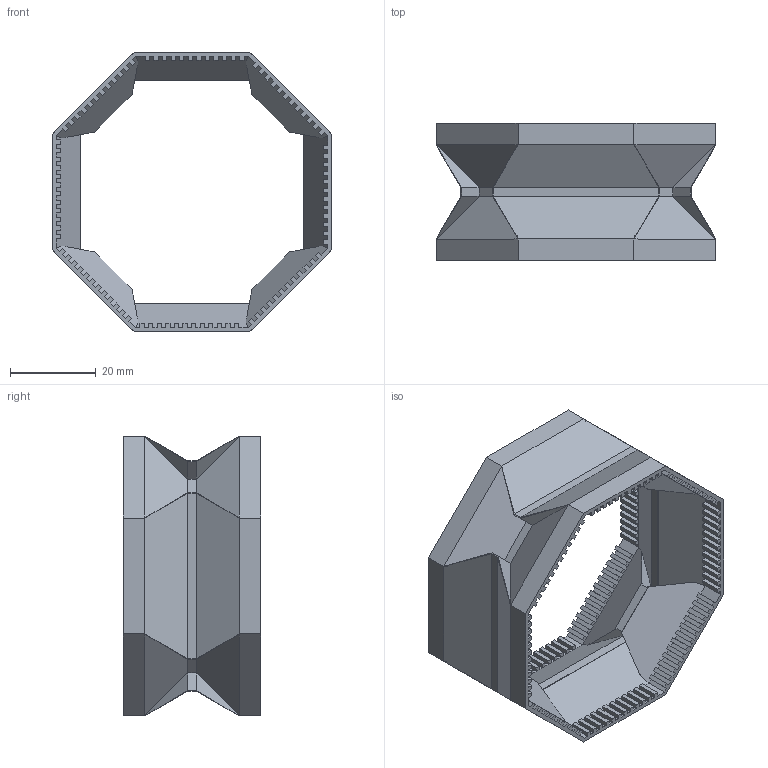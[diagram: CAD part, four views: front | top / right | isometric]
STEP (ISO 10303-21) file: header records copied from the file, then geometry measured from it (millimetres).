
FILE_DESCRIPTION(/* description */ (''),/* implementation_level */ '2;1');
FILE_NAME(/* name */ 'origami_linear actuator_octagon_V3(최하단).stp',/* time_stamp */ '2023-04-21T16:58:40+09:00',/* author */ ('didtk'),/* organization */ (''),/* preprocessor_version */ 'ST-DEVELOPER v19',/* originating_system */ 'Autodesk Inventor 2023',/* authorisation */ '');
FILE_SCHEMA (('AUTOMOTIVE_DESIGN { 1 0 10303 214 3 1 1 }'));
Length unit declared in the file: millimetre
Products named in the file (1): origami_linear actuator_octagon_V2.2
Bounding box: 65.18 x 32 x 65.18 mm (x, y, z)
Volume: 7419.5 mm3; surface area: 18190.3 mm2
Topology: 1 solids, 1 shells, 1106 faces, 2848 edges, 1744 vertices
Faces by surface type: plane 1106
Entity records: 32327 total; most frequent: CARTESIAN_POINT 5699, ORIENTED_EDGE 5696, DIRECTION 5062, LINE 2848, VECTOR 2848, EDGE_CURVE 2848, VERTEX_POINT 1744, EDGE_LOOP 1108
